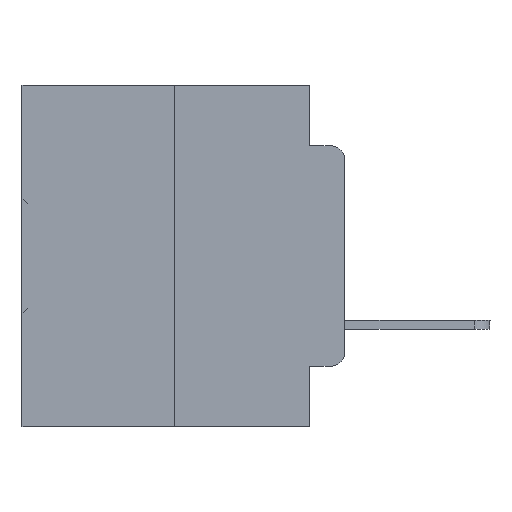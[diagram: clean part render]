
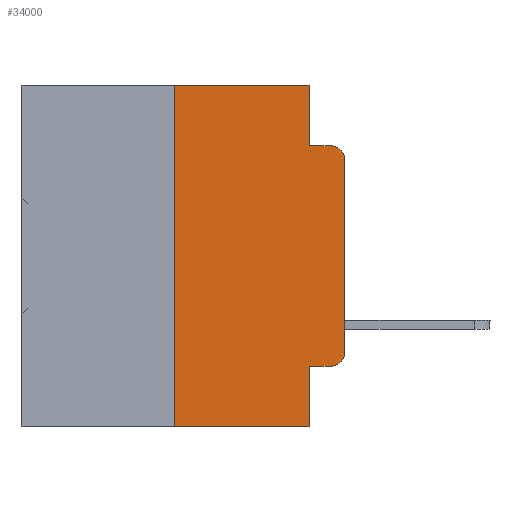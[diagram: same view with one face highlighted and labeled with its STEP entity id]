
A CAD part, left-side view. The second image highlights one B-rep face of the part: STEP entity #34000.
In plain terms, the highlighted planar face has unit normal (-1, 0, 0).
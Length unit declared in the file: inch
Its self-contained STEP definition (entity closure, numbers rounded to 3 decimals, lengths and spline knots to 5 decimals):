
#306 = EDGE_CURVE ( 'NONE', #21334, #34323, #33230, .T. ) ;
#1136 = CARTESIAN_POINT ( 'NONE',  ( 0., 0.051, -0.5 ) ) ;
#1422 = DIRECTION ( 'NONE',  ( -1., 0., 0. ) ) ;
#1460 = VECTOR ( 'NONE', #3712, 39.37008 ) ;
#1909 = ORIENTED_EDGE ( 'NONE', *, *, #2876, .F. ) ;
#2876 = EDGE_CURVE ( 'NONE', #19819, #13803, #12827, .T. ) ;
#2975 = CARTESIAN_POINT ( 'NONE',  ( 0., 0.473, 0. ) ) ;
#3176 = DIRECTION ( 'NONE',  ( -1., 0., 0. ) ) ;
#3712 = DIRECTION ( 'NONE',  ( 0., 0., -1. ) ) ;
#4040 = EDGE_CURVE ( 'NONE', #21334, #21665, #33437, .T. ) ;
#4253 = LINE ( 'NONE', #28735, #8105 ) ;
#4599 = VECTOR ( 'NONE', #6634, 39.37008 ) ;
#5866 = DIRECTION ( 'NONE',  ( 0., -1., 0. ) ) ;
#6344 = LINE ( 'NONE', #18030, #4599 ) ;
#6634 = DIRECTION ( 'NONE',  ( 0., -1., 0. ) ) ;
#7330 = DIRECTION ( 'NONE',  ( 0., 0., 1. ) ) ;
#7848 = EDGE_CURVE ( 'NONE', #21665, #15471, #6344, .T. ) ;
#8023 = PLANE ( 'NONE',  #25387 ) ;
#8105 = VECTOR ( 'NONE', #34417, 39.37008 ) ;
#8182 = VECTOR ( 'NONE', #27031, 39.37008 ) ;
#8222 = CARTESIAN_POINT ( 'NONE',  ( 0., 0.02, -0.3915 ) ) ;
#8491 = DIRECTION ( 'NONE',  ( 1., 0., 0. ) ) ;
#8637 = CARTESIAN_POINT ( 'NONE',  ( 0., 0.25, -0.5 ) ) ;
#9435 = LINE ( 'NONE', #12622, #15937 ) ;
#10219 = VECTOR ( 'NONE', #5866, 39.37008 ) ;
#10610 = AXIS2_PLACEMENT_3D ( 'NONE', #8222, #3176, #10961 ) ;
#10961 = DIRECTION ( 'NONE',  ( 0., 0., -1. ) ) ;
#11052 = CARTESIAN_POINT ( 'NONE',  ( 0., 0.473, -0.5 ) ) ;
#11142 = ORIENTED_EDGE ( 'NONE', *, *, #4040, .F. ) ;
#12622 = CARTESIAN_POINT ( 'NONE',  ( 0., 0., 0. ) ) ;
#12656 = ORIENTED_EDGE ( 'NONE', *, *, #13195, .T. ) ;
#12715 = DIRECTION ( 'NONE',  ( 0., 0., -1. ) ) ;
#12827 = LINE ( 'NONE', #30269, #10219 ) ;
#13195 = EDGE_CURVE ( 'NONE', #19899, #21881, #22798, .T. ) ;
#13413 = CARTESIAN_POINT ( 'NONE',  ( 0., 0.02, -0.4115 ) ) ;
#13803 = VERTEX_POINT ( 'NONE', #16767 ) ;
#15471 = VERTEX_POINT ( 'NONE', #25830 ) ;
#15937 = VECTOR ( 'NONE', #7330, 39.37008 ) ;
#16767 = CARTESIAN_POINT ( 'NONE',  ( 0., 0.02, -0.0885 ) ) ;
#17197 = CIRCLE ( 'NONE', #10610, 0.02 ) ;
#17777 = EDGE_LOOP ( 'NONE', ( #30715, #28094, #1909, #32684, #35302, #11142, #33244, #25828, #12656, #31649 ) ) ;
#17896 = CARTESIAN_POINT ( 'NONE',  ( 0., 0.02, -0.1085 ) ) ;
#18030 = CARTESIAN_POINT ( 'NONE',  ( 0., 0.473, 0. ) ) ;
#19210 = DIRECTION ( 'NONE',  ( 0., 0., -1. ) ) ;
#19372 = DIRECTION ( 'NONE',  ( 0., -1., 0. ) ) ;
#19541 = EDGE_CURVE ( 'NONE', #19899, #34323, #4253, .T. ) ;
#19819 = VERTEX_POINT ( 'NONE', #32730 ) ;
#19899 = VERTEX_POINT ( 'NONE', #30414 ) ;
#20521 = VERTEX_POINT ( 'NONE', #35179 ) ;
#20669 = FACE_OUTER_BOUND ( 'NONE', #17777, .T. ) ;
#21279 = LINE ( 'NONE', #33554, #1460 ) ;
#21334 = VERTEX_POINT ( 'NONE', #8637 ) ;
#21361 = VECTOR ( 'NONE', #30620, 39.37008 ) ;
#21468 = EDGE_CURVE ( 'NONE', #15471, #19819, #21279, .T. ) ;
#21665 = VERTEX_POINT ( 'NONE', #35218 ) ;
#21881 = VERTEX_POINT ( 'NONE', #13413 ) ;
#22798 = LINE ( 'NONE', #27163, #8182 ) ;
#24338 = EDGE_CURVE ( 'NONE', #26355, #13803, #35374, .T. ) ;
#25387 = AXIS2_PLACEMENT_3D ( 'NONE', #2975, #8491, #19210 ) ;
#25828 = ORIENTED_EDGE ( 'NONE', *, *, #19541, .F. ) ;
#25830 = CARTESIAN_POINT ( 'NONE',  ( 0., 0.051, 0. ) ) ;
#26355 = VERTEX_POINT ( 'NONE', #32656 ) ;
#26801 = EDGE_CURVE ( 'NONE', #20521, #26355, #9435, .T. ) ;
#27031 = DIRECTION ( 'NONE',  ( 0., -1., 0. ) ) ;
#27163 = CARTESIAN_POINT ( 'NONE',  ( 0., 0.051, -0.4115 ) ) ;
#27618 = VECTOR ( 'NONE', #19372, 39.37008 ) ;
#27728 = CARTESIAN_POINT ( 'NONE',  ( 0., 0.25, 0. ) ) ;
#28094 = ORIENTED_EDGE ( 'NONE', *, *, #24338, .T. ) ;
#28735 = CARTESIAN_POINT ( 'NONE',  ( 0., 0.051, 0. ) ) ;
#30269 = CARTESIAN_POINT ( 'NONE',  ( 0., 0.051, -0.0885 ) ) ;
#30414 = CARTESIAN_POINT ( 'NONE',  ( 0., 0.051, -0.4115 ) ) ;
#30620 = DIRECTION ( 'NONE',  ( 0., 0., 1. ) ) ;
#30715 = ORIENTED_EDGE ( 'NONE', *, *, #26801, .T. ) ;
#31649 = ORIENTED_EDGE ( 'NONE', *, *, #34602, .T. ) ;
#32656 = CARTESIAN_POINT ( 'NONE',  ( 0., 0., -0.1085 ) ) ;
#32684 = ORIENTED_EDGE ( 'NONE', *, *, #21468, .F. ) ;
#32730 = CARTESIAN_POINT ( 'NONE',  ( 0., 0.051, -0.0885 ) ) ;
#33230 = LINE ( 'NONE', #11052, #27618 ) ;
#33244 = ORIENTED_EDGE ( 'NONE', *, *, #306, .T. ) ;
#33437 = LINE ( 'NONE', #27728, #21361 ) ;
#33554 = CARTESIAN_POINT ( 'NONE',  ( 0., 0.051, 0. ) ) ;
#34000 = ADVANCED_FACE ( 'NONE', ( #20669 ), #8023, .F. ) ;
#34323 = VERTEX_POINT ( 'NONE', #1136 ) ;
#34417 = DIRECTION ( 'NONE',  ( 0., 0., -1. ) ) ;
#34602 = EDGE_CURVE ( 'NONE', #21881, #20521, #17197, .T. ) ;
#35179 = CARTESIAN_POINT ( 'NONE',  ( 0., 0., -0.3915 ) ) ;
#35218 = CARTESIAN_POINT ( 'NONE',  ( 0., 0.25, 0. ) ) ;
#35302 = ORIENTED_EDGE ( 'NONE', *, *, #7848, .F. ) ;
#35341 = AXIS2_PLACEMENT_3D ( 'NONE', #17896, #1422, #12715 ) ;
#35374 = CIRCLE ( 'NONE', #35341, 0.02 ) ;
